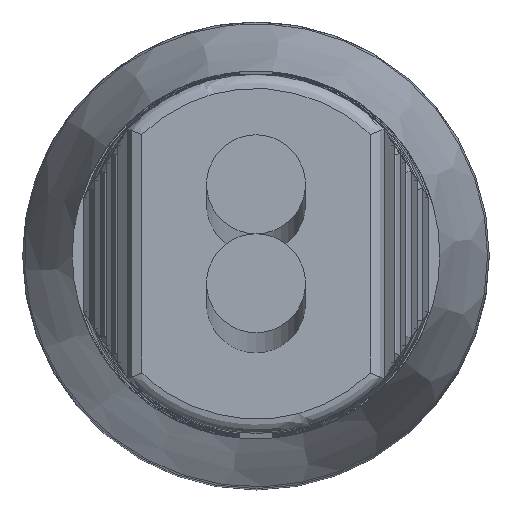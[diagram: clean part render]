
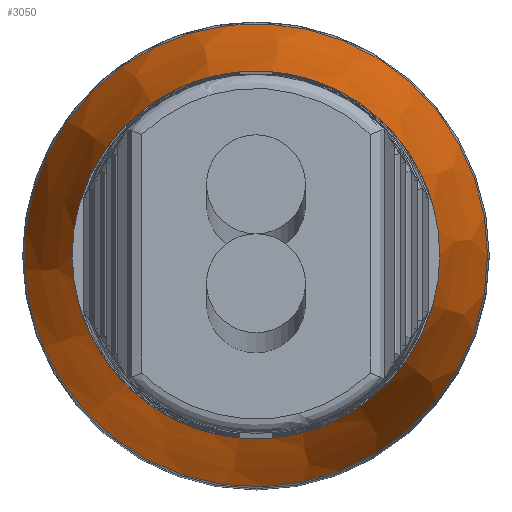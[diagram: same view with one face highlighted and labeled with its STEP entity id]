
A CAD part, top view. The second image highlights one B-rep face of the part: STEP entity #3050.
In plain terms, the highlighted conical face has half-angle 14.036 degrees and reference radius 4.125 mm.
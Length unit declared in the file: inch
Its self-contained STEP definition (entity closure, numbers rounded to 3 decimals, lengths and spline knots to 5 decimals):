
#644=CONICAL_SURFACE('',#3211,0.1624,14.036);
#699=FACE_BOUND('',#873,.T.);
#714=FACE_OUTER_BOUND('',#872,.T.);
#872=EDGE_LOOP('',(#1944,#1945,#1946,#1947));
#873=EDGE_LOOP('',(#1948));
#1040=CIRCLE('',#3208,0.16123);
#1042=CIRCLE('',#3212,0.12795);
#1043=CIRCLE('',#3213,0.12795);
#1044=CIRCLE('',#3214,0.12795);
#1045=CIRCLE('',#3215,0.12795);
#1114=VERTEX_POINT('',#3891);
#1116=VERTEX_POINT('',#3897);
#1117=VERTEX_POINT('',#3898);
#1118=VERTEX_POINT('',#3900);
#1119=VERTEX_POINT('',#3902);
#1458=EDGE_CURVE('',#1114,#1114,#1040,.T.);
#1460=EDGE_CURVE('',#1116,#1117,#1042,.T.);
#1461=EDGE_CURVE('',#1117,#1118,#1043,.T.);
#1462=EDGE_CURVE('',#1118,#1119,#1044,.T.);
#1463=EDGE_CURVE('',#1119,#1116,#1045,.T.);
#1944=ORIENTED_EDGE('',*,*,#1460,.T.);
#1945=ORIENTED_EDGE('',*,*,#1461,.T.);
#1946=ORIENTED_EDGE('',*,*,#1462,.T.);
#1947=ORIENTED_EDGE('',*,*,#1463,.T.);
#1948=ORIENTED_EDGE('',*,*,#1458,.F.);
#3050=ADVANCED_FACE('',(#714,#699),#644,.T.);
#3208=AXIS2_PLACEMENT_3D('',#3892,#3398,#3399);
#3211=AXIS2_PLACEMENT_3D('',#3896,#3404,#3405);
#3212=AXIS2_PLACEMENT_3D('',#3899,#3406,#3407);
#3213=AXIS2_PLACEMENT_3D('',#3901,#3408,#3409);
#3214=AXIS2_PLACEMENT_3D('',#3903,#3410,#3411);
#3215=AXIS2_PLACEMENT_3D('',#3904,#3412,#3413);
#3398=DIRECTION('center_axis',(0.,0.,-1.));
#3399=DIRECTION('ref_axis',(-1.,0.,0.));
#3404=DIRECTION('center_axis',(0.,0.,-1.));
#3405=DIRECTION('ref_axis',(-1.,0.,0.));
#3406=DIRECTION('center_axis',(0.,0.,-1.));
#3407=DIRECTION('ref_axis',(-1.,0.,0.));
#3408=DIRECTION('center_axis',(0.,0.,-1.));
#3409=DIRECTION('ref_axis',(-1.,0.,0.));
#3410=DIRECTION('center_axis',(0.,0.,-1.));
#3411=DIRECTION('ref_axis',(-1.,0.,0.));
#3412=DIRECTION('center_axis',(0.,0.,-1.));
#3413=DIRECTION('ref_axis',(-1.,0.,0.));
#3891=CARTESIAN_POINT('',(0.16123,0.,1.00903));
#3892=CARTESIAN_POINT('Origin',(0.,0.,1.00903));
#3896=CARTESIAN_POINT('Origin',(0.,0.,1.00433));
#3897=CARTESIAN_POINT('',(-0.12303,-0.03514,1.14213));
#3898=CARTESIAN_POINT('',(-0.12303,0.03514,1.14213));
#3899=CARTESIAN_POINT('Origin',(0.,0.,1.14213));
#3900=CARTESIAN_POINT('',(0.12303,0.03514,1.14213));
#3901=CARTESIAN_POINT('Origin',(0.,0.,1.14213));
#3902=CARTESIAN_POINT('',(0.12303,-0.03514,1.14213));
#3903=CARTESIAN_POINT('Origin',(0.,0.,1.14213));
#3904=CARTESIAN_POINT('Origin',(0.,0.,1.14213));
